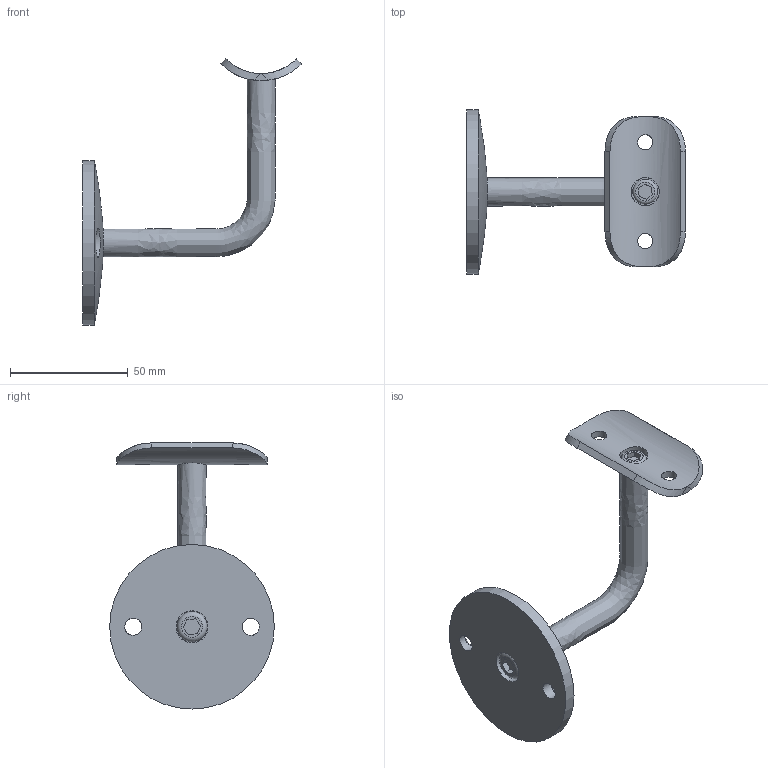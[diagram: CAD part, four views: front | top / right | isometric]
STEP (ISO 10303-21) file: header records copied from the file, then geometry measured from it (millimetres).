
FILE_DESCRIPTION(/* description */ (''),/* implementation_level */ '2;1');
FILE_NAME(/* name */ '1882_Cosch_Edelstahltechnik.stp',/* time_stamp */ '2019-01-06T20:58:57+01:00',/* author */ (''),/* organization */ (''),/* preprocessor_version */ 'ST-DEVELOPER v16',/* originating_system */ 'SIEMENS PLM Software NX 11.0',/* authorisation */ '');
FILE_SCHEMA (('AUTOMOTIVE_DESIGN { 1 0 10303 214 3 1 1 1 }'));
Length unit declared in the file: millimetre
Products named in the file (1): Goge2A28DBB0x896
Bounding box: 93.11 x 70 x 113.21 mm (x, y, z)
Volume: 45389 mm3; surface area: 18622 mm2
Topology: 1 solids, 1 shells, 43 faces, 109 edges, 77 vertices
Faces by surface type: plane 23, cylinder 14, bspline 4, torus 2
Full cylindrical faces by diameter (mm): 6.5 x2, 7.35 x2, 11.984 x1, 12.853 x1, 13.586 x1, 70 x1
Entity records: 3253 total; most frequent: CARTESIAN_POINT 2294, ORIENTED_EDGE 166, DIRECTION 164, EDGE_CURVE 83, EDGE_LOOP 72, VERTEX_POINT 63, AXIS2_PLACEMENT_3D 57, FACE_BOUND 50
